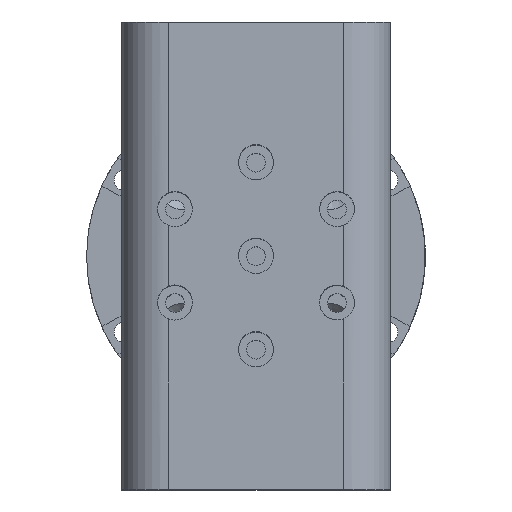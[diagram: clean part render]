
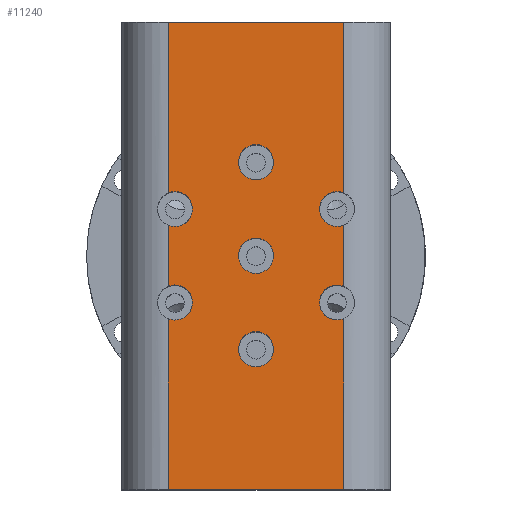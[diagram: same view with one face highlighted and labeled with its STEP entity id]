
A CAD part, top view. The second image highlights one B-rep face of the part: STEP entity #11240.
In plain terms, the highlighted planar face has unit normal (0, 0, 1).
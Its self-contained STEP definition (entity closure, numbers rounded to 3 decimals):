
#390=FACE_BOUND('',#2654,.T.);
#391=FACE_BOUND('',#2655,.T.);
#392=FACE_BOUND('',#2656,.T.);
#698=PLANE('',#12579);
#1281=CIRCLE('',#12577,3.);
#1282=CIRCLE('',#12578,3.);
#1283=CIRCLE('',#12580,3.);
#1284=CIRCLE('',#12581,3.);
#1285=CIRCLE('',#12582,3.);
#1286=CIRCLE('',#12583,3.);
#1287=CIRCLE('',#12584,3.);
#1288=CIRCLE('',#12585,3.);
#1289=CIRCLE('',#12586,3.);
#1864=FACE_OUTER_BOUND('',#2653,.T.);
#2653=EDGE_LOOP('',(#10293,#10294,#10295,#10296,#10297,#10298,#10299,#10300,
#10301,#10302,#10303,#10304,#10305,#10306));
#2654=EDGE_LOOP('',(#10307));
#2655=EDGE_LOOP('',(#10308));
#2656=EDGE_LOOP('',(#10309));
#3515=LINE('',#20208,#4367);
#3517=LINE('',#20216,#4369);
#3518=LINE('',#20237,#4370);
#3522=LINE('',#20247,#4374);
#3525=LINE('',#20254,#4377);
#3529=LINE('',#20263,#4381);
#3530=LINE('',#20282,#4382);
#3531=LINE('',#20300,#4383);
#4367=VECTOR('',#15796,10.);
#4369=VECTOR('',#15802,10.);
#4370=VECTOR('',#15803,10.);
#4374=VECTOR('',#15811,10.);
#4377=VECTOR('',#15818,10.);
#4381=VECTOR('',#15826,10.);
#4382=VECTOR('',#15827,10.);
#4383=VECTOR('',#15828,10.);
#5556=VERTEX_POINT('',#20186);
#5558=VERTEX_POINT('',#20198);
#5559=VERTEX_POINT('',#20207);
#5562=VERTEX_POINT('',#20213);
#5563=VERTEX_POINT('',#20215);
#5565=VERTEX_POINT('',#20226);
#5569=VERTEX_POINT('',#20245);
#5571=VERTEX_POINT('',#20253);
#5574=VERTEX_POINT('',#20262);
#5575=VERTEX_POINT('',#20264);
#5576=VERTEX_POINT('',#20281);
#5577=VERTEX_POINT('',#20283);
#5579=VERTEX_POINT('',#20305);
#5580=VERTEX_POINT('',#20310);
#5581=VERTEX_POINT('',#20315);
#5582=VERTEX_POINT('',#20317);
#5583=VERTEX_POINT('',#20319);
#7141=EDGE_CURVE('',#5558,#5559,#3515,.T.);
#7145=EDGE_CURVE('',#5562,#5563,#3517,.T.);
#7148=EDGE_CURVE('',#5565,#5556,#3518,.T.);
#7153=EDGE_CURVE('',#5569,#5562,#3522,.T.);
#7156=EDGE_CURVE('',#5559,#5571,#3525,.T.);
#7161=EDGE_CURVE('',#5571,#5574,#3529,.T.);
#7163=EDGE_CURVE('',#5575,#5576,#3530,.T.);
#7165=EDGE_CURVE('',#5577,#5569,#3531,.T.);
#7169=EDGE_CURVE('',#5577,#5579,#1281,.T.);
#7170=EDGE_CURVE('',#5579,#5576,#1282,.T.);
#7171=EDGE_CURVE('',#5575,#5580,#1283,.T.);
#7172=EDGE_CURVE('',#5580,#5574,#1284,.T.);
#7173=EDGE_CURVE('',#5558,#5556,#1285,.T.);
#7174=EDGE_CURVE('',#5565,#5563,#1286,.T.);
#7175=EDGE_CURVE('',#5581,#5581,#1287,.T.);
#7176=EDGE_CURVE('',#5582,#5582,#1288,.T.);
#7177=EDGE_CURVE('',#5583,#5583,#1289,.T.);
#10293=ORIENTED_EDGE('',*,*,#7145,.F.);
#10294=ORIENTED_EDGE('',*,*,#7153,.F.);
#10295=ORIENTED_EDGE('',*,*,#7165,.F.);
#10296=ORIENTED_EDGE('',*,*,#7169,.T.);
#10297=ORIENTED_EDGE('',*,*,#7170,.T.);
#10298=ORIENTED_EDGE('',*,*,#7163,.F.);
#10299=ORIENTED_EDGE('',*,*,#7171,.T.);
#10300=ORIENTED_EDGE('',*,*,#7172,.T.);
#10301=ORIENTED_EDGE('',*,*,#7161,.F.);
#10302=ORIENTED_EDGE('',*,*,#7156,.F.);
#10303=ORIENTED_EDGE('',*,*,#7141,.F.);
#10304=ORIENTED_EDGE('',*,*,#7173,.T.);
#10305=ORIENTED_EDGE('',*,*,#7148,.F.);
#10306=ORIENTED_EDGE('',*,*,#7174,.T.);
#10307=ORIENTED_EDGE('',*,*,#7175,.T.);
#10308=ORIENTED_EDGE('',*,*,#7176,.T.);
#10309=ORIENTED_EDGE('',*,*,#7177,.T.);
#11240=ADVANCED_FACE('',(#1864,#390,#391,#392),#698,.T.);
#12577=AXIS2_PLACEMENT_3D('',#20307,#15835,#15836);
#12578=AXIS2_PLACEMENT_3D('',#20308,#15837,#15838);
#12579=AXIS2_PLACEMENT_3D('',#20309,#15839,#15840);
#12580=AXIS2_PLACEMENT_3D('',#20311,#15841,#15842);
#12581=AXIS2_PLACEMENT_3D('',#20312,#15843,#15844);
#12582=AXIS2_PLACEMENT_3D('',#20313,#15845,#15846);
#12583=AXIS2_PLACEMENT_3D('',#20314,#15847,#15848);
#12584=AXIS2_PLACEMENT_3D('',#20316,#15849,#15850);
#12585=AXIS2_PLACEMENT_3D('',#20318,#15851,#15852);
#12586=AXIS2_PLACEMENT_3D('',#20320,#15853,#15854);
#15796=DIRECTION('',(0.,1.,0.));
#15802=DIRECTION('',(0.,1.,0.));
#15803=DIRECTION('',(0.,1.,0.));
#15811=DIRECTION('',(-1.,0.,0.));
#15818=DIRECTION('',(1.,0.,0.));
#15826=DIRECTION('',(0.,-1.,0.));
#15827=DIRECTION('',(0.,-1.,0.));
#15828=DIRECTION('',(0.,-1.,0.));
#15835=DIRECTION('center_axis',(0.,0.,-1.));
#15836=DIRECTION('ref_axis',(1.,0.,0.));
#15837=DIRECTION('center_axis',(0.,0.,-1.));
#15838=DIRECTION('ref_axis',(1.,0.,0.));
#15839=DIRECTION('center_axis',(0.,0.,1.));
#15840=DIRECTION('ref_axis',(-1.,0.,0.));
#15841=DIRECTION('center_axis',(0.,0.,-1.));
#15842=DIRECTION('ref_axis',(1.,0.,0.));
#15843=DIRECTION('center_axis',(0.,0.,-1.));
#15844=DIRECTION('ref_axis',(1.,0.,0.));
#15845=DIRECTION('center_axis',(0.,0.,-1.));
#15846=DIRECTION('ref_axis',(1.,0.,0.));
#15847=DIRECTION('center_axis',(0.,0.,-1.));
#15848=DIRECTION('ref_axis',(1.,0.,0.));
#15849=DIRECTION('center_axis',(0.,0.,-1.));
#15850=DIRECTION('ref_axis',(1.,0.,0.));
#15851=DIRECTION('center_axis',(0.,0.,-1.));
#15852=DIRECTION('ref_axis',(1.,0.,0.));
#15853=DIRECTION('center_axis',(0.,0.,-1.));
#15854=DIRECTION('ref_axis',(1.,0.,0.));
#20186=CARTESIAN_POINT('',(-15.,5.227,133.4));
#20198=CARTESIAN_POINT('',(-15.,10.773,133.4));
#20207=CARTESIAN_POINT('',(-15.,40.,133.4));
#20208=CARTESIAN_POINT('',(-15.,40.,133.4));
#20213=CARTESIAN_POINT('',(-15.,-40.,133.4));
#20215=CARTESIAN_POINT('',(-15.,-10.773,133.4));
#20216=CARTESIAN_POINT('',(-15.,40.,133.4));
#20226=CARTESIAN_POINT('',(-15.,-5.227,133.4));
#20237=CARTESIAN_POINT('',(-15.,40.,133.4));
#20245=CARTESIAN_POINT('',(15.,-40.,133.4));
#20247=CARTESIAN_POINT('',(-23.,-40.,133.4));
#20253=CARTESIAN_POINT('',(15.,40.,133.4));
#20254=CARTESIAN_POINT('',(-23.,40.,133.4));
#20262=CARTESIAN_POINT('',(15.,10.773,133.4));
#20263=CARTESIAN_POINT('',(15.,0.,133.4));
#20264=CARTESIAN_POINT('',(15.,5.227,133.4));
#20281=CARTESIAN_POINT('',(15.,-5.227,133.4));
#20282=CARTESIAN_POINT('',(15.,0.,133.4));
#20283=CARTESIAN_POINT('',(15.,-10.773,133.4));
#20300=CARTESIAN_POINT('',(15.,0.,133.4));
#20305=CARTESIAN_POINT('',(10.856,-8.,133.4));
#20307=CARTESIAN_POINT('Origin',(13.856,-8.,133.4));
#20308=CARTESIAN_POINT('Origin',(13.856,-8.,133.4));
#20309=CARTESIAN_POINT('Origin',(23.,40.,133.4));
#20310=CARTESIAN_POINT('',(10.856,8.,133.4));
#20311=CARTESIAN_POINT('Origin',(13.856,8.,133.4));
#20312=CARTESIAN_POINT('Origin',(13.856,8.,133.4));
#20313=CARTESIAN_POINT('Origin',(-13.856,8.,133.4));
#20314=CARTESIAN_POINT('Origin',(-13.856,-8.,133.4));
#20315=CARTESIAN_POINT('',(-3.,0.,133.4));
#20316=CARTESIAN_POINT('Origin',(0.,0.,
133.4));
#20317=CARTESIAN_POINT('',(-3.,16.,133.4));
#20318=CARTESIAN_POINT('Origin',(0.,16.,133.4));
#20319=CARTESIAN_POINT('',(-3.,-16.,133.4));
#20320=CARTESIAN_POINT('Origin',(0.,-16.,
133.4));
